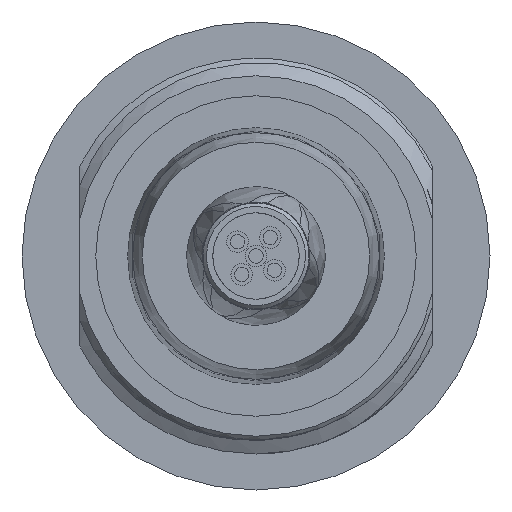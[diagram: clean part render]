
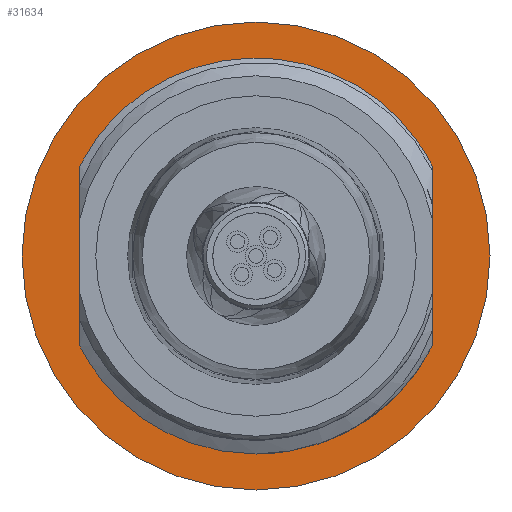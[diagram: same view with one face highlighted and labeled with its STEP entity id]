
A CAD part, front view. The second image highlights one B-rep face of the part: STEP entity #31634.
In plain terms, the highlighted planar face has unit normal (0, -1, 0).
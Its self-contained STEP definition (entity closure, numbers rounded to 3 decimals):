
#79 = PLANE('',#80);
#80 = AXIS2_PLACEMENT_3D('',#81,#82,#83);
#81 = CARTESIAN_POINT('',(0.,1.913,-30.529));
#82 = DIRECTION('',(-1.,0.,0.));
#83 = DIRECTION('',(0.,0.,1.));
#136 = PLANE('',#137);
#137 = AXIS2_PLACEMENT_3D('',#138,#139,#140);
#138 = CARTESIAN_POINT('',(-19.6,1.913,-30.529));
#139 = DIRECTION('',(1.,0.,0.));
#140 = DIRECTION('',(0.,0.,-1.));
#224 = CYLINDRICAL_SURFACE('',#225,13.);
#225 = AXIS2_PLACEMENT_3D('',#226,#227,#228);
#226 = CARTESIAN_POINT('',(-9.8,-32.641,-30.529));
#227 = DIRECTION('',(0.,1.,0.));
#228 = DIRECTION('',(0.,0.,-1.));
#340 = EDGE_CURVE('',#341,#341,#343,.T.);
#341 = VERTEX_POINT('',#342);
#342 = CARTESIAN_POINT('',(-9.8,-34.541,-43.529));
#343 = SURFACE_CURVE('',#344,(#349,#356),.PCURVE_S1.);
#344 = CIRCLE('',#345,13.);
#345 = AXIS2_PLACEMENT_3D('',#346,#347,#348);
#346 = CARTESIAN_POINT('',(-9.8,-34.541,-30.529));
#347 = DIRECTION('',(0.,-1.,0.));
#348 = DIRECTION('',(0.,0.,-1.));
#349 = PCURVE('',#224,#350);
#350 = DEFINITIONAL_REPRESENTATION('',(#351),#355);
#351 = LINE('',#352,#353);
#352 = CARTESIAN_POINT('',(6.283,-1.9));
#353 = VECTOR('',#354,1.);
#354 = DIRECTION('',(-1.,0.));
#355 = ( GEOMETRIC_REPRESENTATION_CONTEXT(2) 
PARAMETRIC_REPRESENTATION_CONTEXT() REPRESENTATION_CONTEXT('2D SPACE',''
  ) );
#356 = PCURVE('',#357,#362);
#357 = PLANE('',#358);
#358 = AXIS2_PLACEMENT_3D('',#359,#360,#361);
#359 = CARTESIAN_POINT('',(-9.8,-34.541,-30.529));
#360 = DIRECTION('',(0.,-1.,0.));
#361 = DIRECTION('',(0.,0.,1.));
#362 = DEFINITIONAL_REPRESENTATION('',(#363),#367);
#363 = CIRCLE('',#364,13.);
#364 = AXIS2_PLACEMENT_2D('',#365,#366);
#365 = CARTESIAN_POINT('',(0.,0.));
#366 = DIRECTION('',(-1.,0.));
#367 = ( GEOMETRIC_REPRESENTATION_CONTEXT(2) 
PARAMETRIC_REPRESENTATION_CONTEXT() REPRESENTATION_CONTEXT('2D SPACE',''
  ) );
#1291 = CYLINDRICAL_SURFACE('',#1292,10.2);
#1292 = AXIS2_PLACEMENT_3D('',#1293,#1294,#1295);
#1293 = CARTESIAN_POINT('',(-9.8,-35.741,-30.529));
#1294 = DIRECTION('',(0.,1.,0.));
#1295 = DIRECTION('',(0.,0.,-1.));
#1687 = VERTEX_POINT('',#1688);
#1688 = CARTESIAN_POINT('',(0.,-34.541,-27.7));
#1709 = EDGE_CURVE('',#1687,#1710,#1712,.T.);
#1710 = VERTEX_POINT('',#1711);
#1711 = CARTESIAN_POINT('',(-19.6,-34.541,-27.7));
#1712 = SURFACE_CURVE('',#1713,(#1718,#1725),.PCURVE_S1.);
#1713 = CIRCLE('',#1714,10.2);
#1714 = AXIS2_PLACEMENT_3D('',#1715,#1716,#1717);
#1715 = CARTESIAN_POINT('',(-9.8,-34.541,-30.529));
#1716 = DIRECTION('',(0.,-1.,0.));
#1717 = DIRECTION('',(0.,0.,-1.));
#1718 = PCURVE('',#1291,#1719);
#1719 = DEFINITIONAL_REPRESENTATION('',(#1720),#1724);
#1720 = LINE('',#1721,#1722);
#1721 = CARTESIAN_POINT('',(6.283,1.2));
#1722 = VECTOR('',#1723,1.);
#1723 = DIRECTION('',(-1.,0.));
#1724 = ( GEOMETRIC_REPRESENTATION_CONTEXT(2) 
PARAMETRIC_REPRESENTATION_CONTEXT() REPRESENTATION_CONTEXT('2D SPACE',''
  ) );
#1725 = PCURVE('',#357,#1726);
#1726 = DEFINITIONAL_REPRESENTATION('',(#1727),#1731);
#1727 = CIRCLE('',#1728,10.2);
#1728 = AXIS2_PLACEMENT_2D('',#1729,#1730);
#1729 = CARTESIAN_POINT('',(0.,0.));
#1730 = DIRECTION('',(-1.,0.));
#1731 = ( GEOMETRIC_REPRESENTATION_CONTEXT(2) 
PARAMETRIC_REPRESENTATION_CONTEXT() REPRESENTATION_CONTEXT('2D SPACE',''
  ) );
#31271 = VERTEX_POINT('',#31272);
#31272 = CARTESIAN_POINT('',(-19.6,-34.541,-33.357));
#31279 = CYLINDRICAL_SURFACE('',#31280,10.2);
#31280 = AXIS2_PLACEMENT_3D('',#31281,#31282,#31283);
#31281 = CARTESIAN_POINT('',(-9.8,-35.741,-30.529));
#31282 = DIRECTION('',(0.,1.,0.));
#31283 = DIRECTION('',(0.,0.,-1.));
#31298 = EDGE_CURVE('',#31271,#31299,#31301,.T.);
#31299 = VERTEX_POINT('',#31300);
#31300 = CARTESIAN_POINT('',(0.,-34.541,-33.357));
#31301 = SURFACE_CURVE('',#31302,(#31307,#31314),.PCURVE_S1.);
#31302 = CIRCLE('',#31303,10.2);
#31303 = AXIS2_PLACEMENT_3D('',#31304,#31305,#31306);
#31304 = CARTESIAN_POINT('',(-9.8,-34.541,-30.529));
#31305 = DIRECTION('',(0.,-1.,0.));
#31306 = DIRECTION('',(0.,0.,-1.));
#31307 = PCURVE('',#31279,#31308);
#31308 = DEFINITIONAL_REPRESENTATION('',(#31309),#31313);
#31309 = LINE('',#31310,#31311);
#31310 = CARTESIAN_POINT('',(6.283,1.2));
#31311 = VECTOR('',#31312,1.);
#31312 = DIRECTION('',(-1.,0.));
#31313 = ( GEOMETRIC_REPRESENTATION_CONTEXT(2) 
PARAMETRIC_REPRESENTATION_CONTEXT() REPRESENTATION_CONTEXT('2D SPACE',''
  ) );
#31314 = PCURVE('',#357,#31315);
#31315 = DEFINITIONAL_REPRESENTATION('',(#31316),#31320);
#31316 = CIRCLE('',#31317,10.2);
#31317 = AXIS2_PLACEMENT_2D('',#31318,#31319);
#31318 = CARTESIAN_POINT('',(0.,0.));
#31319 = DIRECTION('',(-1.,0.));
#31320 = ( GEOMETRIC_REPRESENTATION_CONTEXT(2) 
PARAMETRIC_REPRESENTATION_CONTEXT() REPRESENTATION_CONTEXT('2D SPACE',''
  ) );
#31419 = EDGE_CURVE('',#1710,#31271,#31420,.T.);
#31420 = SURFACE_CURVE('',#31421,(#31425,#31432),.PCURVE_S1.);
#31421 = LINE('',#31422,#31423);
#31422 = CARTESIAN_POINT('',(-19.6,-34.541,-27.7));
#31423 = VECTOR('',#31424,1.);
#31424 = DIRECTION('',(0.,0.,-1.));
#31425 = PCURVE('',#136,#31426);
#31426 = DEFINITIONAL_REPRESENTATION('',(#31427),#31431);
#31427 = LINE('',#31428,#31429);
#31428 = CARTESIAN_POINT('',(-2.828,-36.454));
#31429 = VECTOR('',#31430,1.);
#31430 = DIRECTION('',(1.,0.));
#31431 = ( GEOMETRIC_REPRESENTATION_CONTEXT(2) 
PARAMETRIC_REPRESENTATION_CONTEXT() REPRESENTATION_CONTEXT('2D SPACE',''
  ) );
#31432 = PCURVE('',#357,#31433);
#31433 = DEFINITIONAL_REPRESENTATION('',(#31434),#31438);
#31434 = LINE('',#31435,#31436);
#31435 = CARTESIAN_POINT('',(2.828,9.8));
#31436 = VECTOR('',#31437,1.);
#31437 = DIRECTION('',(-1.,0.));
#31438 = ( GEOMETRIC_REPRESENTATION_CONTEXT(2) 
PARAMETRIC_REPRESENTATION_CONTEXT() REPRESENTATION_CONTEXT('2D SPACE',''
  ) );
#31526 = EDGE_CURVE('',#31299,#1687,#31527,.T.);
#31527 = SURFACE_CURVE('',#31528,(#31532,#31539),.PCURVE_S1.);
#31528 = LINE('',#31529,#31530);
#31529 = CARTESIAN_POINT('',(0.,-34.541,-33.357));
#31530 = VECTOR('',#31531,1.);
#31531 = DIRECTION('',(0.,0.,1.));
#31532 = PCURVE('',#79,#31533);
#31533 = DEFINITIONAL_REPRESENTATION('',(#31534),#31538);
#31534 = LINE('',#31535,#31536);
#31535 = CARTESIAN_POINT('',(-2.828,-36.454));
#31536 = VECTOR('',#31537,1.);
#31537 = DIRECTION('',(1.,0.));
#31538 = ( GEOMETRIC_REPRESENTATION_CONTEXT(2) 
PARAMETRIC_REPRESENTATION_CONTEXT() REPRESENTATION_CONTEXT('2D SPACE',''
  ) );
#31539 = PCURVE('',#357,#31540);
#31540 = DEFINITIONAL_REPRESENTATION('',(#31541),#31545);
#31541 = LINE('',#31542,#31543);
#31542 = CARTESIAN_POINT('',(-2.828,-9.8));
#31543 = VECTOR('',#31544,1.);
#31544 = DIRECTION('',(1.,0.));
#31545 = ( GEOMETRIC_REPRESENTATION_CONTEXT(2) 
PARAMETRIC_REPRESENTATION_CONTEXT() REPRESENTATION_CONTEXT('2D SPACE',''
  ) );
#31634 = ADVANCED_FACE('',(#31635,#31638),#357,.T.);
#31635 = FACE_BOUND('',#31636,.T.);
#31636 = EDGE_LOOP('',(#31637));
#31637 = ORIENTED_EDGE('',*,*,#340,.T.);
#31638 = FACE_BOUND('',#31639,.T.);
#31639 = EDGE_LOOP('',(#31640,#31641,#31642,#31643));
#31640 = ORIENTED_EDGE('',*,*,#31526,.F.);
#31641 = ORIENTED_EDGE('',*,*,#31298,.F.);
#31642 = ORIENTED_EDGE('',*,*,#31419,.F.);
#31643 = ORIENTED_EDGE('',*,*,#1709,.F.);
